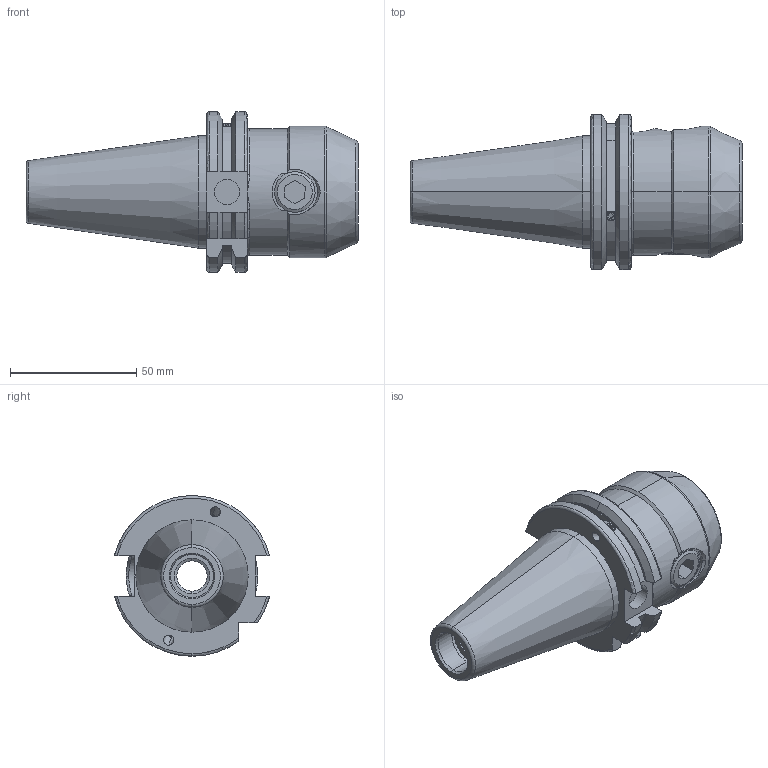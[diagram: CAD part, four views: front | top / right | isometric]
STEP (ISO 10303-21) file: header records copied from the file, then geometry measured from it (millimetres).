
FILE_DESCRIPTION (( 'STEP AP203' ), '1' );
FILE_NAME ('91406-WE7 20063.STEP', '2015-09-07T09:35:23', ( '' ), ( '' ), 'SwSTEP 2.0', 'SolidWorks 2009', '' );
FILE_SCHEMA (( 'CONFIG_CONTROL_DESIGN' ));
Length unit declared in the file: millimetre
Products named in the file (4): SK40 EM 20 063 FTC WW; Copy of M4X4_DIN 913 - M4 x 4-N; 91406-WE7 20063; M16X16_ISO 4026 - M16 x 10-N
Assembly tree (4 placements, depth 2):
  91406-WE7 20063
    M16X16_ISO 4026 - M16 x 10-N
    SK40 EM 20 063 FTC WW
    Copy of M4X4_DIN 913 - M4 x 4-N  x2
Bounding box: 131.4 x 61.48 x 63.55 mm (x, y, z)
Volume: 166479.4 mm3; surface area: 32405.9 mm2
Topology: 4 solids, 4 shells, 170 faces, 421 edges, 266 vertices
Faces by surface type: plane 60, cylinder 48, cone 35, torus 19, bspline 6, sphere 2
Entity records: 5811 total; most frequent: CARTESIAN_POINT 1662, DIRECTION 791, ORIENTED_EDGE 774, EDGE_CURVE 387, AXIS2_PLACEMENT_3D 315, VERTEX_POINT 246, EDGE_LOOP 175, VECTOR 161
